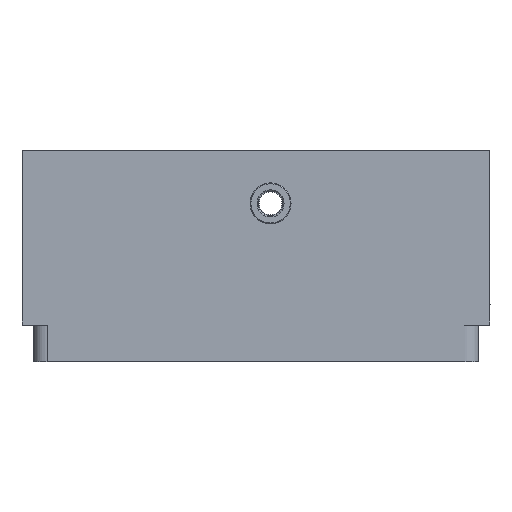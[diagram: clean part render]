
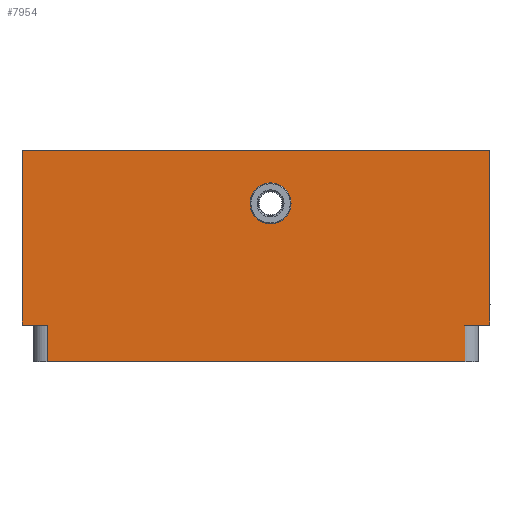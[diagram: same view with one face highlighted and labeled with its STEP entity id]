
A CAD part, left-side view. The second image highlights one B-rep face of the part: STEP entity #7954.
In plain terms, the highlighted planar face has unit normal (-1, 0, 0).
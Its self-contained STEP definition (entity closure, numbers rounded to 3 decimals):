
#400=FACE_BOUND('',#1421,.T.);
#575=PLANE('',#8688);
#979=FACE_OUTER_BOUND('',#1420,.T.);
#1420=EDGE_LOOP('',(#7148,#7149,#7150,#7151,#7152,#7153,#7154,#7155,#7156,
#7157));
#1421=EDGE_LOOP('',(#7158));
#1892=LINE('',#19638,#2600);
#1937=LINE('',#19755,#2645);
#1946=LINE('',#19774,#2654);
#2123=LINE('',#20259,#2831);
#2124=LINE('',#20262,#2832);
#2125=LINE('',#20267,#2833);
#2132=LINE('',#20289,#2840);
#2133=LINE('',#20291,#2841);
#2134=LINE('',#20292,#2842);
#2600=VECTOR('',#10059,10.);
#2645=VECTOR('',#10162,10.);
#2654=VECTOR('',#10175,10.);
#2831=VECTOR('',#10588,10.);
#2832=VECTOR('',#10591,10.);
#2833=VECTOR('',#10596,10.);
#2840=VECTOR('',#10625,10.);
#2841=VECTOR('',#10628,10.);
#2842=VECTOR('',#10629,10.);
#3070=CIRCLE('',#8609,2.25);
#3099=CIRCLE('',#8676,1.5);
#3647=VERTEX_POINT('',#19635);
#3648=VERTEX_POINT('',#19637);
#3690=VERTEX_POINT('',#19752);
#3691=VERTEX_POINT('',#19754);
#3699=VERTEX_POINT('',#19772);
#3802=VERTEX_POINT('',#20064);
#3861=VERTEX_POINT('',#20258);
#3862=VERTEX_POINT('',#20260);
#3863=VERTEX_POINT('',#20264);
#3864=VERTEX_POINT('',#20266);
#3868=VERTEX_POINT('',#20287);
#4684=EDGE_CURVE('',#3647,#3648,#1892,.T.);
#4742=EDGE_CURVE('',#3690,#3691,#1937,.T.);
#4752=EDGE_CURVE('',#3699,#3690,#1946,.T.);
#4884=EDGE_CURVE('',#3802,#3802,#3070,.T.);
#4981=EDGE_CURVE('',#3861,#3699,#2123,.T.);
#4983=EDGE_CURVE('',#3862,#3861,#2124,.T.);
#4984=EDGE_CURVE('',#3648,#3863,#3099,.T.);
#4985=EDGE_CURVE('',#3864,#3863,#2125,.T.);
#4997=EDGE_CURVE('',#3868,#3647,#2132,.T.);
#4998=EDGE_CURVE('',#3691,#3868,#2133,.T.);
#4999=EDGE_CURVE('',#3862,#3864,#2134,.T.);
#7148=ORIENTED_EDGE('',*,*,#4984,.F.);
#7149=ORIENTED_EDGE('',*,*,#4684,.F.);
#7150=ORIENTED_EDGE('',*,*,#4997,.F.);
#7151=ORIENTED_EDGE('',*,*,#4998,.F.);
#7152=ORIENTED_EDGE('',*,*,#4742,.F.);
#7153=ORIENTED_EDGE('',*,*,#4752,.F.);
#7154=ORIENTED_EDGE('',*,*,#4981,.F.);
#7155=ORIENTED_EDGE('',*,*,#4983,.F.);
#7156=ORIENTED_EDGE('',*,*,#4999,.T.);
#7157=ORIENTED_EDGE('',*,*,#4985,.T.);
#7158=ORIENTED_EDGE('',*,*,#4884,.T.);
#7954=ADVANCED_FACE('',(#979,#400),#575,.T.);
#8609=AXIS2_PLACEMENT_3D('',#20066,#10389,#10390);
#8676=AXIS2_PLACEMENT_3D('',#20265,#10594,#10595);
#8688=AXIS2_PLACEMENT_3D('',#20290,#10626,#10627);
#10059=DIRECTION('',(0.,1.,0.));
#10162=DIRECTION('',(0.,0.,1.));
#10175=DIRECTION('',(0.,1.,0.));
#10389=DIRECTION('center_axis',(1.,0.,0.));
#10390=DIRECTION('ref_axis',(0.,0.,
1.));
#10588=DIRECTION('',(0.,1.,0.));
#10591=DIRECTION('',(0.,0.,1.));
#10594=DIRECTION('center_axis',(0.,0.,-1.));
#10595=DIRECTION('ref_axis',(-1.,0.,0.));
#10596=DIRECTION('',(0.,0.,1.));
#10625=DIRECTION('',(0.,0.,-1.));
#10626=DIRECTION('center_axis',(-1.,0.,0.));
#10627=DIRECTION('ref_axis',(0.,-1.,0.));
#10628=DIRECTION('',(0.,-1.,0.));
#10629=DIRECTION('',(0.,-1.,0.));
#19635=CARTESIAN_POINT('',(0.659,1.265,4.32));
#19637=CARTESIAN_POINT('',(0.659,4.024,4.32));
#19638=CARTESIAN_POINT('',(0.659,38.407,4.32));
#19752=CARTESIAN_POINT('',(0.659,52.63,4.32));
#19754=CARTESIAN_POINT('',(0.659,52.63,23.52));
#19755=CARTESIAN_POINT('',(0.659,52.63,4.32));
#19772=CARTESIAN_POINT('',(0.659,49.871,4.32));
#19774=CARTESIAN_POINT('',(0.659,38.407,4.32));
#20064=CARTESIAN_POINT('',(0.659,25.35,15.42));
#20066=CARTESIAN_POINT('Origin',(0.659,25.35,17.67));
#20258=CARTESIAN_POINT('',(0.659,49.87,4.32));
#20259=CARTESIAN_POINT('',(0.659,38.407,4.32));
#20260=CARTESIAN_POINT('',(0.659,49.87,0.27));
#20262=CARTESIAN_POINT('',(0.659,49.87,0.27));
#20264=CARTESIAN_POINT('',(0.659,4.025,4.32));
#20265=CARTESIAN_POINT('Origin',(2.159,4.025,4.32));
#20266=CARTESIAN_POINT('',(0.659,4.025,0.27));
#20267=CARTESIAN_POINT('',(0.659,4.025,0.27));
#20287=CARTESIAN_POINT('',(0.659,1.265,23.52));
#20289=CARTESIAN_POINT('',(0.659,1.265,4.32));
#20290=CARTESIAN_POINT('Origin',(0.659,49.87,0.27));
#20291=CARTESIAN_POINT('',(0.659,38.407,23.52));
#20292=CARTESIAN_POINT('',(0.659,49.87,0.27));
